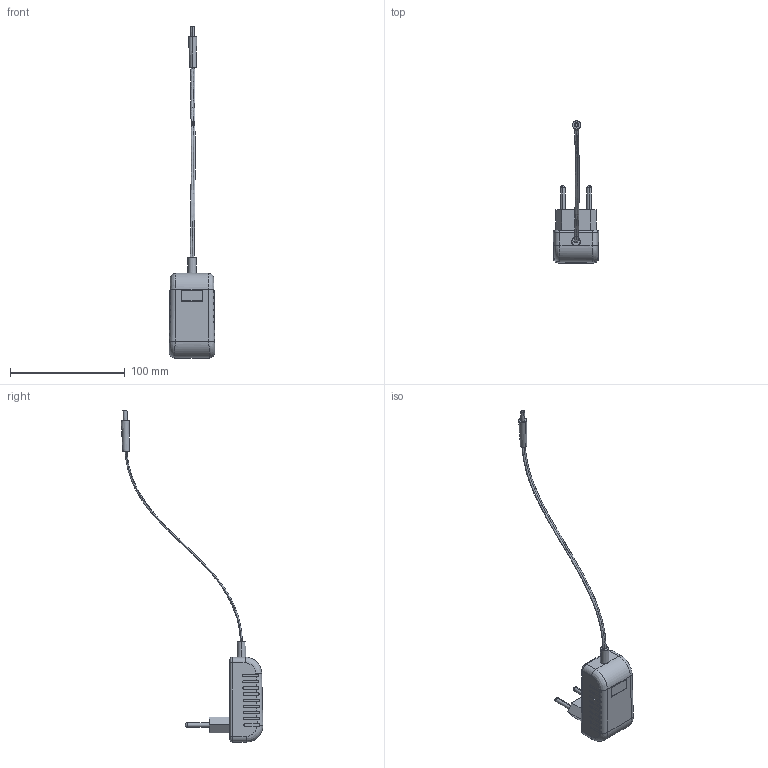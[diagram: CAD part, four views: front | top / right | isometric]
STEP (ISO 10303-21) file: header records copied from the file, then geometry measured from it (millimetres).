
FILE_DESCRIPTION (( 'STEP AP214' ), '1' );
FILE_NAME ('PS4280.STEP', '2020-06-10T14:41:12', ( '' ), ( '' ), 'SwSTEP 2.0', 'SolidWorks 2011', '' );
FILE_SCHEMA (( 'AUTOMOTIVE_DESIGN' ));
Length unit declared in the file: millimetre
Products named in the file (1): PS4280
Bounding box: 39.86 x 123.69 x 289.85 mm (x, y, z)
Volume: 85977.2 mm3; surface area: 16378.2 mm2
Topology: 1 solids, 1 shells, 186 faces, 497 edges, 324 vertices
Faces by surface type: plane 92, cylinder 74, bspline 8, torus 8, cone 4
Entity records: 6387 total; most frequent: CARTESIAN_POINT 1950, ORIENTED_EDGE 994, DIRECTION 853, EDGE_CURVE 497, VERTEX_POINT 324, AXIS2_PLACEMENT_3D 299, VECTOR 255, LINE 255
